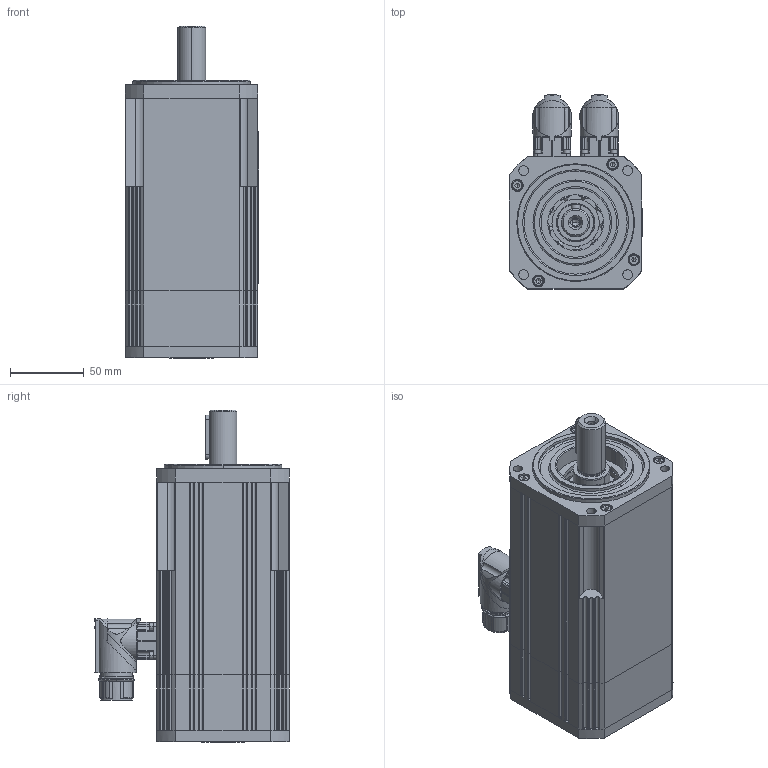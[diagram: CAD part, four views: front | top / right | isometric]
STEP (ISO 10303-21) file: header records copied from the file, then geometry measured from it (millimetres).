
FILE_DESCRIPTION((''),'2;1');
FILE_NAME('FP-409 + Encoder Heidenhain ECN-EQN-1100.stp','2011-11-11T12:30:47',('jlopez'),(''),'Autodesk Inventor 9','Autodesk Inventor 9','');
FILE_SCHEMA(('AUTOMOTIVE_DESIGN { 1 0 10303 214 1 1 1 1 }'));
Length unit declared in the file: millimetre
Products named in the file (1): Pieza1
Bounding box: 90.5 x 132.15 x 225.7 mm (x, y, z)
Volume: 26760.7 mm3; surface area: 174770.9 mm2
Topology: 22 solids, 23 shells, 1531 faces, 3995 edges, 2432 vertices
Faces by surface type: cylinder 674, plane 488, bspline 159, cone 94, sphere 64, torus 52
Entity records: 48400 total; most frequent: CARTESIAN_POINT 11341, DIRECTION 8165, ORIENTED_EDGE 7634, EDGE_CURVE 3817, AXIS2_PLACEMENT_3D 3260, VERTEX_POINT 2414, CIRCLE 1767, EDGE_LOOP 1733
